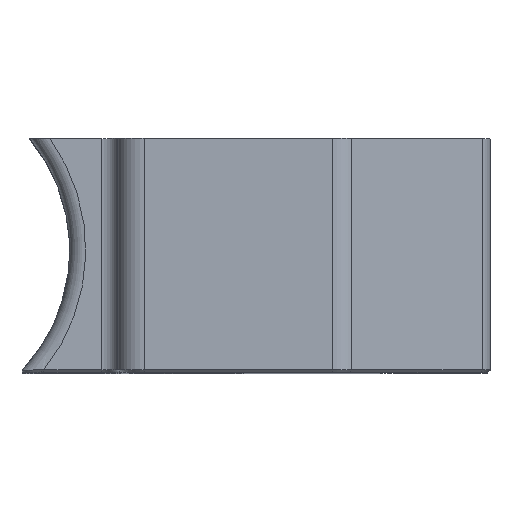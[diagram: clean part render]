
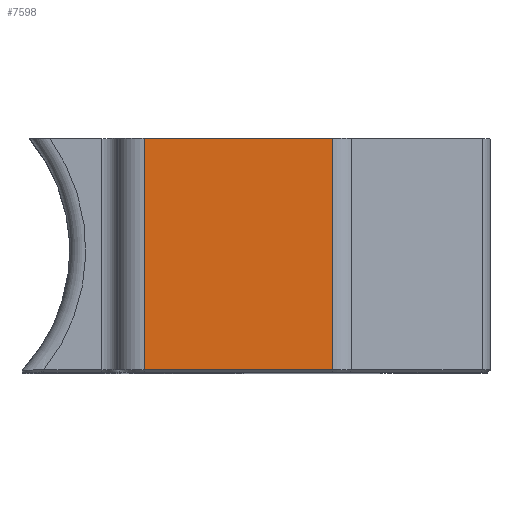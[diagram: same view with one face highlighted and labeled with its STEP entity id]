
A CAD part, top view. The second image highlights one B-rep face of the part: STEP entity #7598.
In plain terms, the highlighted planar face has unit normal (0, 0, 1).
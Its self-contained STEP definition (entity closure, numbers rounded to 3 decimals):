
#275=PLANE('',#8170);
#634=FACE_OUTER_BOUND('',#1081,.T.);
#1081=EDGE_LOOP('',(#6032,#6033,#6034,#6035));
#1730=LINE('',#12638,#2550);
#1741=LINE('',#12707,#2561);
#1742=LINE('',#12711,#2562);
#1743=LINE('',#12712,#2563);
#2550=VECTOR('',#9484,10.);
#2561=VECTOR('',#9515,10.);
#2562=VECTOR('',#9520,10.);
#2563=VECTOR('',#9521,10.);
#3662=VERTEX_POINT('',#12632);
#3663=VERTEX_POINT('',#12636);
#3671=VERTEX_POINT('',#12706);
#3672=VERTEX_POINT('',#12710);
#4538=EDGE_CURVE('',#3662,#3663,#1730,.T.);
#4554=EDGE_CURVE('',#3663,#3671,#1741,.T.);
#4556=EDGE_CURVE('',#3672,#3662,#1742,.T.);
#4557=EDGE_CURVE('',#3671,#3672,#1743,.T.);
#6032=ORIENTED_EDGE('',*,*,#4538,.F.);
#6033=ORIENTED_EDGE('',*,*,#4556,.F.);
#6034=ORIENTED_EDGE('',*,*,#4557,.F.);
#6035=ORIENTED_EDGE('',*,*,#4554,.F.);
#7598=ADVANCED_FACE('',(#634),#275,.T.);
#8170=AXIS2_PLACEMENT_3D('',#12709,#9518,#9519);
#9484=DIRECTION('',(-1.,0.,0.));
#9515=DIRECTION('',(0.,1.,0.));
#9518=DIRECTION('center_axis',(0.,0.,1.));
#9519=DIRECTION('ref_axis',(-1.,0.,0.));
#9520=DIRECTION('',(0.,-1.,0.));
#9521=DIRECTION('',(1.,0.,0.));
#12632=CARTESIAN_POINT('',(40.429,-1.5,127.5));
#12636=CARTESIAN_POINT('',(5.,-1.5,127.5));
#12638=CARTESIAN_POINT('',(38.75,-1.5,127.5));
#12706=CARTESIAN_POINT('',(5.,42.,127.5));
#12707=CARTESIAN_POINT('',(5.,0.,127.5));
#12709=CARTESIAN_POINT('Origin',(42.5,0.,127.5));
#12710=CARTESIAN_POINT('',(40.429,42.,127.5));
#12711=CARTESIAN_POINT('',(40.429,0.,127.5));
#12712=CARTESIAN_POINT('',(42.5,42.,127.5));
